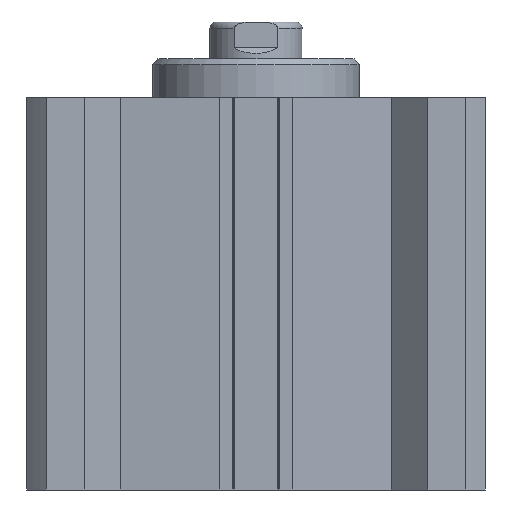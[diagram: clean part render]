
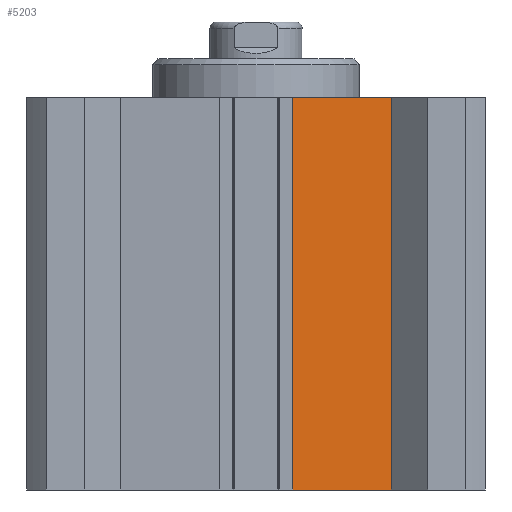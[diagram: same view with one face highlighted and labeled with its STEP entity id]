
A CAD part, front view. The second image highlights one B-rep face of the part: STEP entity #5203.
In plain terms, the highlighted planar face has unit normal (0.087, -0.996, 0).
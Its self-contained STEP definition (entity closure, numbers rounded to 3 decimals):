
#1219=CARTESIAN_POINT('',(36.615,-52.171,0.0));
#1220=VERTEX_POINT('',#1219);
#1227=CARTESIAN_POINT('',(10.,-54.5,0.0));
#1228=VERTEX_POINT('',#1227);
#1229=CARTESIAN_POINT('',(10.,-54.5,0.0));
#1230=DIRECTION('',(0.996,0.087,0.0));
#1231=VECTOR('',#1230,26.717);
#1232=LINE('',#1229,#1231);
#1233=EDGE_CURVE('',#1228,#1220,#1232,.T.);
#2168=CARTESIAN_POINT('',(10.,-54.5,106.));
#2169=VERTEX_POINT('',#2168);
#2176=CARTESIAN_POINT('',(36.615,-52.171,106.));
#2177=VERTEX_POINT('',#2176);
#2178=CARTESIAN_POINT('',(36.615,-52.171,106.));
#2179=DIRECTION('',(-0.996,-0.087,0.0));
#2180=VECTOR('',#2179,26.717);
#2181=LINE('',#2178,#2180);
#2182=EDGE_CURVE('',#2177,#2169,#2181,.T.);
#5176=CARTESIAN_POINT('',(36.615,-52.171,0.0));
#5177=DIRECTION('',(0.0,0.0,1.0));
#5178=VECTOR('',#5177,106.);
#5179=LINE('',#5176,#5178);
#5180=EDGE_CURVE('',#1220,#2177,#5179,.T.);
#5187=CARTESIAN_POINT('',(36.615,-52.171,0.0));
#5188=DIRECTION('',(0.087,-0.996,0.0));
#5189=DIRECTION('',(0.0,0.0,-1.0));
#5190=AXIS2_PLACEMENT_3D('',#5187,#5188,#5189);
#5191=PLANE('',#5190);
#5192=ORIENTED_EDGE('',*,*,#2182,.T.);
#5193=CARTESIAN_POINT('',(10.,-54.5,0.0));
#5194=DIRECTION('',(0.0,0.0,1.0));
#5195=VECTOR('',#5194,106.);
#5196=LINE('',#5193,#5195);
#5197=EDGE_CURVE('',#1228,#2169,#5196,.T.);
#5198=ORIENTED_EDGE('',*,*,#5197,.F.);
#5199=ORIENTED_EDGE('',*,*,#1233,.T.);
#5200=ORIENTED_EDGE('',*,*,#5180,.T.);
#5201=EDGE_LOOP('',(#5192,#5198,#5199,#5200));
#5202=FACE_OUTER_BOUND('',#5201,.T.);
#5203=ADVANCED_FACE('',(#5202),#5191,.T.);
